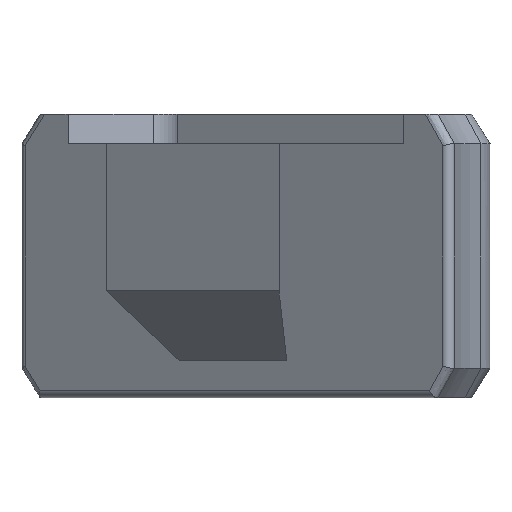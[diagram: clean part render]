
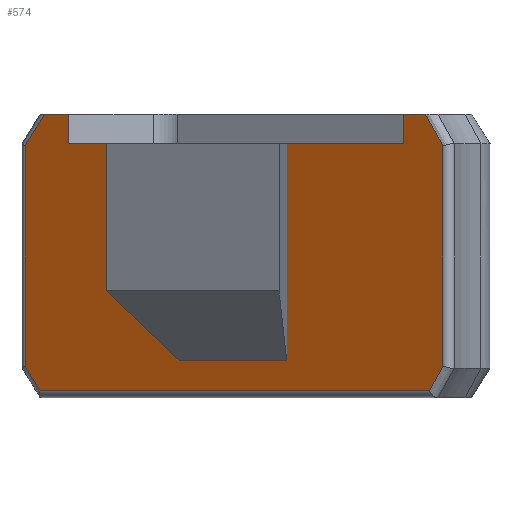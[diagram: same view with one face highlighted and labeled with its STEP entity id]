
A CAD part, left-side view. The second image highlights one B-rep face of the part: STEP entity #574.
In plain terms, the highlighted planar face has unit normal (-0.815, 0.58, 0).
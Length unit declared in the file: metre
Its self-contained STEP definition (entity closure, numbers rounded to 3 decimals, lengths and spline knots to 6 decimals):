
#43=B_SPLINE_CURVE_WITH_KNOTS('',3,(#761,#762,#763,#764),.UNSPECIFIED.,
 .F.,.F.,(4,4),(0.,0.00215),.UNSPECIFIED.);
#44=B_SPLINE_CURVE_WITH_KNOTS('',3,(#768,#769,#770,#771),.UNSPECIFIED.,
 .F.,.F.,(4,4),(0.,0.001649),.UNSPECIFIED.);
#45=B_SPLINE_CURVE_WITH_KNOTS('',3,(#775,#776,#777,#778),.UNSPECIFIED.,
 .F.,.F.,(4,4),(0.,0.001593),.UNSPECIFIED.);
#46=B_SPLINE_CURVE_WITH_KNOTS('',3,(#782,#783,#784,#785),.UNSPECIFIED.,
 .F.,.F.,(4,4),(0.,0.002076),.UNSPECIFIED.);
#91=ORIENTED_EDGE('',*,*,#273,.F.);
#92=ORIENTED_EDGE('',*,*,#274,.T.);
#93=ORIENTED_EDGE('',*,*,#275,.T.);
#94=ORIENTED_EDGE('',*,*,#276,.F.);
#95=ORIENTED_EDGE('',*,*,#277,.T.);
#96=ORIENTED_EDGE('',*,*,#278,.T.);
#97=ORIENTED_EDGE('',*,*,#279,.T.);
#98=ORIENTED_EDGE('',*,*,#280,.T.);
#99=ORIENTED_EDGE('',*,*,#281,.T.);
#100=ORIENTED_EDGE('',*,*,#282,.T.);
#101=ORIENTED_EDGE('',*,*,#283,.T.);
#102=ORIENTED_EDGE('',*,*,#284,.T.);
#103=ORIENTED_EDGE('',*,*,#285,.T.);
#104=ORIENTED_EDGE('',*,*,#286,.T.);
#105=ORIENTED_EDGE('',*,*,#287,.T.);
#106=ORIENTED_EDGE('',*,*,#288,.F.);
#273=EDGE_CURVE('',#364,#365,#422,.T.);
#274=EDGE_CURVE('',#364,#366,#423,.F.);
#275=EDGE_CURVE('',#366,#367,#424,.T.);
#276=EDGE_CURVE('',#368,#367,#425,.T.);
#277=EDGE_CURVE('',#368,#369,#426,.T.);
#278=EDGE_CURVE('',#369,#370,#427,.T.);
#279=EDGE_CURVE('',#370,#371,#43,.T.);
#280=EDGE_CURVE('',#371,#372,#428,.T.);
#281=EDGE_CURVE('',#372,#373,#44,.T.);
#282=EDGE_CURVE('',#373,#374,#429,.F.);
#283=EDGE_CURVE('',#374,#375,#45,.T.);
#284=EDGE_CURVE('',#375,#376,#430,.F.);
#285=EDGE_CURVE('',#376,#377,#46,.T.);
#286=EDGE_CURVE('',#377,#378,#431,.T.);
#287=EDGE_CURVE('',#378,#379,#432,.F.);
#288=EDGE_CURVE('',#365,#379,#433,.T.);
#364=VERTEX_POINT('',#749);
#365=VERTEX_POINT('',#750);
#366=VERTEX_POINT('',#752);
#367=VERTEX_POINT('',#754);
#368=VERTEX_POINT('',#756);
#369=VERTEX_POINT('',#758);
#370=VERTEX_POINT('',#760);
#371=VERTEX_POINT('',#765);
#372=VERTEX_POINT('',#767);
#373=VERTEX_POINT('',#772);
#374=VERTEX_POINT('',#774);
#375=VERTEX_POINT('',#779);
#376=VERTEX_POINT('',#781);
#377=VERTEX_POINT('',#786);
#378=VERTEX_POINT('',#788);
#379=VERTEX_POINT('',#790);
#422=LINE('',#748,#457);
#423=LINE('',#751,#458);
#424=LINE('',#753,#459);
#425=LINE('',#755,#460);
#426=LINE('',#757,#461);
#427=LINE('',#759,#462);
#428=LINE('',#766,#463);
#429=LINE('',#773,#464);
#430=LINE('',#780,#465);
#431=LINE('',#787,#466);
#432=LINE('',#789,#467);
#433=LINE('',#791,#468);
#457=VECTOR('',#655,1.);
#458=VECTOR('',#656,1.);
#459=VECTOR('',#657,1.);
#460=VECTOR('',#658,1.);
#461=VECTOR('',#659,1.);
#462=VECTOR('',#660,1.);
#463=VECTOR('',#661,1.);
#464=VECTOR('',#662,1.);
#465=VECTOR('',#663,1.);
#466=VECTOR('',#664,1.);
#467=VECTOR('',#665,1.);
#468=VECTOR('',#666,1.);
#492=EDGE_LOOP('',(#91,#92,#93,#94,#95,#96,#97,#98,#99,#100,#101,#102,#103,
#104,#105,#106));
#527=FACE_BOUND('',#492,.T.);
#562=PLANE('',#622);
#574=ADVANCED_FACE('',(#527),#562,.T.);
#622=AXIS2_PLACEMENT_3D('',#747,#653,#654);
#653=DIRECTION('',(-0.815,0.58,0.));
#654=DIRECTION('',(0.58,0.815,0.));
#655=DIRECTION('',(0.,0.,1.));
#656=DIRECTION('',(-0.58,-0.815,0.));
#657=DIRECTION('',(0.,0.,1.));
#658=DIRECTION('',(-0.58,-0.815,0.));
#659=DIRECTION('',(0.,0.,1.));
#660=DIRECTION('',(0.58,0.815,0.));
#661=DIRECTION('',(0.,0.,-1.));
#662=DIRECTION('',(0.58,0.815,0.));
#663=DIRECTION('',(0.,0.,-1.));
#664=DIRECTION('',(0.58,0.815,0.));
#665=DIRECTION('',(0.,0.,1.));
#666=DIRECTION('',(-0.58,-0.815,0.));
#747=CARTESIAN_POINT('',(0.134724,-0.070803,0.01072));
#748=CARTESIAN_POINT('',(0.142177,-0.060324,-0.0028));
#749=CARTESIAN_POINT('',(0.142177,-0.060324,-0.0027));
#750=CARTESIAN_POINT('',(0.142177,-0.060324,0.0091));
#751=CARTESIAN_POINT('',(0.140906,-0.062112,-0.0027));
#752=CARTESIAN_POINT('',(0.146322,-0.054498,-0.0027));
#753=CARTESIAN_POINT('',(0.146322,-0.054498,-0.0028));
#754=CARTESIAN_POINT('',(0.146322,-0.054498,0.0091));
#755=CARTESIAN_POINT('',(0.131077,-0.07593,0.0091));
#756=CARTESIAN_POINT('',(0.150628,-0.048442,0.0091));
#757=CARTESIAN_POINT('',(0.150628,-0.048442,0.0091));
#758=CARTESIAN_POINT('',(0.150628,-0.048442,0.0107));
#759=CARTESIAN_POINT('',(0.036563,-0.208814,0.0107));
#760=CARTESIAN_POINT('',(0.151538,-0.047163,0.0107));
#761=CARTESIAN_POINT('',(0.151538,-0.047163,0.0107));
#762=CARTESIAN_POINT('',(0.151788,-0.046812,0.010128));
#763=CARTESIAN_POINT('',(0.152038,-0.04646,0.009556));
#764=CARTESIAN_POINT('',(0.15229,-0.046107,0.008985));
#765=CARTESIAN_POINT('',(0.15229,-0.046107,0.008985));
#766=CARTESIAN_POINT('',(0.15229,-0.046107,-0.0031));
#767=CARTESIAN_POINT('',(0.15229,-0.046107,-0.002985));
#768=CARTESIAN_POINT('',(0.15229,-0.046107,-0.002985));
#769=CARTESIAN_POINT('',(0.152097,-0.046378,-0.003423));
#770=CARTESIAN_POINT('',(0.151905,-0.046648,-0.003861));
#771=CARTESIAN_POINT('',(0.151713,-0.046918,-0.0043));
#772=CARTESIAN_POINT('',(0.151713,-0.046918,-0.0043));
#773=CARTESIAN_POINT('',(0.134724,-0.070803,-0.0043));
#774=CARTESIAN_POINT('',(0.136658,-0.068084,-0.0043));
#775=CARTESIAN_POINT('',(0.136658,-0.068084,-0.0043));
#776=CARTESIAN_POINT('',(0.136485,-0.068327,-0.003861));
#777=CARTESIAN_POINT('',(0.136311,-0.068572,-0.003422));
#778=CARTESIAN_POINT('',(0.136137,-0.068817,-0.002985));
#779=CARTESIAN_POINT('',(0.136137,-0.068817,-0.002985));
#780=CARTESIAN_POINT('',(0.136137,-0.068817,0.0091));
#781=CARTESIAN_POINT('',(0.136137,-0.068817,0.008985));
#782=CARTESIAN_POINT('',(0.136137,-0.068817,0.008985));
#783=CARTESIAN_POINT('',(0.136364,-0.068497,0.009555));
#784=CARTESIAN_POINT('',(0.13659,-0.068179,0.010127));
#785=CARTESIAN_POINT('',(0.136815,-0.067863,0.0107));
#786=CARTESIAN_POINT('',(0.136815,-0.067863,0.0107));
#787=CARTESIAN_POINT('',(0.036563,-0.208814,0.0107));
#788=CARTESIAN_POINT('',(0.137678,-0.066651,0.0107));
#789=CARTESIAN_POINT('',(0.137678,-0.066651,0.0091));
#790=CARTESIAN_POINT('',(0.137678,-0.066651,0.0091));
#791=CARTESIAN_POINT('',(0.131077,-0.07593,0.0091));
